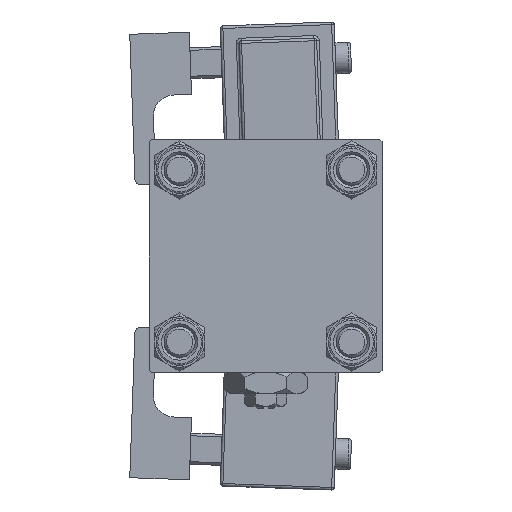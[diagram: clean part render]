
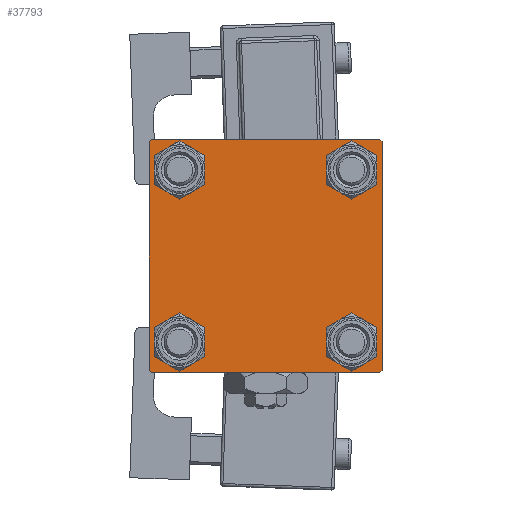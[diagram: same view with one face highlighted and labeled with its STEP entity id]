
A CAD part, left-side view. The second image highlights one B-rep face of the part: STEP entity #37793.
In plain terms, the highlighted planar face has unit normal (-1, 0, 0).
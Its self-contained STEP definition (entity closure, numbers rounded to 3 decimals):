
#99 = CARTESIAN_POINT ( 'NONE',  ( 0., -16.6, -20.1 ) ) ;
#454 = EDGE_CURVE ( 'NONE', #34809, #43581, #9936, .T. ) ;
#2255 = FACE_BOUND ( 'NONE', #34612, .T. ) ;
#2350 = VECTOR ( 'NONE', #19657, 1000. ) ;
#2977 = EDGE_CURVE ( 'NONE', #11843, #35632, #24328, .T. ) ;
#3266 = CARTESIAN_POINT ( 'NONE',  ( 0., 22., 22.5 ) ) ;
#4533 = CARTESIAN_POINT ( 'NONE',  ( 0., -22.5, 22.5 ) ) ;
#4558 = ORIENTED_EDGE ( 'NONE', *, *, #454, .T. ) ;
#6188 = DIRECTION ( 'NONE',  ( 0., 0., 1. ) ) ;
#6685 = EDGE_CURVE ( 'NONE', #53706, #18650, #45194, .T. ) ;
#6720 = LINE ( 'NONE', #52973, #2350 ) ;
#6771 = EDGE_CURVE ( 'NONE', #20975, #25945, #47394, .T. ) ;
#7331 = EDGE_LOOP ( 'NONE', ( #14760, #32805 ) ) ;
#7645 = DIRECTION ( 'NONE',  ( 1., 0., 0. ) ) ;
#9171 = AXIS2_PLACEMENT_3D ( 'NONE', #38358, #46268, #13005 ) ;
#9315 = VERTEX_POINT ( 'NONE', #55545 ) ;
#9340 = ORIENTED_EDGE ( 'NONE', *, *, #41435, .T. ) ;
#9936 = CIRCLE ( 'NONE', #22556, 3.5 ) ;
#11451 = VERTEX_POINT ( 'NONE', #99 ) ;
#11505 = LINE ( 'NONE', #11771, #40771 ) ;
#11526 = DIRECTION ( 'NONE',  ( -1., 0., 0. ) ) ;
#11771 = CARTESIAN_POINT ( 'NONE',  ( 0., -22.25, 22.25 ) ) ;
#11843 = VERTEX_POINT ( 'NONE', #41082 ) ;
#11874 = CIRCLE ( 'NONE', #43386, 3.5 ) ;
#12343 = DIRECTION ( 'NONE',  ( 0., -1., 0. ) ) ;
#12530 = VERTEX_POINT ( 'NONE', #41773 ) ;
#12559 = VERTEX_POINT ( 'NONE', #38384 ) ;
#12855 = VECTOR ( 'NONE', #26200, 1000. ) ;
#12997 = CARTESIAN_POINT ( 'NONE',  ( 0., 16.6, 16.6 ) ) ;
#13005 = DIRECTION ( 'NONE',  ( 0., 0., 1. ) ) ;
#13945 = DIRECTION ( 'NONE',  ( 0., 0., -1. ) ) ;
#14376 = DIRECTION ( 'NONE',  ( 0., 0., 1. ) ) ;
#14760 = ORIENTED_EDGE ( 'NONE', *, *, #37723, .T. ) ;
#15210 = CARTESIAN_POINT ( 'NONE',  ( 0., 0., 0. ) ) ;
#17204 = CARTESIAN_POINT ( 'NONE',  ( 0., -16.6, 20.1 ) ) ;
#17311 = EDGE_CURVE ( 'NONE', #9315, #27057, #44396, .T. ) ;
#17751 = CARTESIAN_POINT ( 'NONE',  ( 0., -22.25, -22.25 ) ) ;
#17846 = VERTEX_POINT ( 'NONE', #3266 ) ;
#18040 = DIRECTION ( 'NONE',  ( 0., 0., -1. ) ) ;
#18650 = VERTEX_POINT ( 'NONE', #17204 ) ;
#19059 = EDGE_CURVE ( 'NONE', #43581, #34809, #21299, .T. ) ;
#19444 = FACE_OUTER_BOUND ( 'NONE', #20313, .T. ) ;
#19657 = DIRECTION ( 'NONE',  ( 0., -0.707, -0.707 ) ) ;
#19716 = ORIENTED_EDGE ( 'NONE', *, *, #36884, .T. ) ;
#19774 = ORIENTED_EDGE ( 'NONE', *, *, #6771, .F. ) ;
#20313 = EDGE_LOOP ( 'NONE', ( #46871, #48571, #36075, #19716, #19774, #45377, #47106, #9340 ) ) ;
#20403 = AXIS2_PLACEMENT_3D ( 'NONE', #52570, #36200, #35915 ) ;
#20674 = DIRECTION ( 'NONE',  ( 1., 0., 0. ) ) ;
#20707 = EDGE_CURVE ( 'NONE', #11451, #12530, #50147, .T. ) ;
#20868 = LINE ( 'NONE', #17751, #51395 ) ;
#20975 = VERTEX_POINT ( 'NONE', #43470 ) ;
#21152 = DIRECTION ( 'NONE',  ( 0., -0.707, 0.707 ) ) ;
#21183 = ORIENTED_EDGE ( 'NONE', *, *, #36085, .T. ) ;
#21233 = CARTESIAN_POINT ( 'NONE',  ( 0., 16.6, -16.6 ) ) ;
#21299 = CIRCLE ( 'NONE', #32103, 3.5 ) ;
#21692 = CARTESIAN_POINT ( 'NONE',  ( 0., 22.5, -22.5 ) ) ;
#21976 = DIRECTION ( 'NONE',  ( 0., -1., 0. ) ) ;
#22556 = AXIS2_PLACEMENT_3D ( 'NONE', #12997, #7645, #50492 ) ;
#22836 = FACE_BOUND ( 'NONE', #46161, .T. ) ;
#24328 = CIRCLE ( 'NONE', #30641, 3.5 ) ;
#24702 = CARTESIAN_POINT ( 'NONE',  ( 0., 22.5, -22. ) ) ;
#25374 = ORIENTED_EDGE ( 'NONE', *, *, #2977, .T. ) ;
#25879 = CARTESIAN_POINT ( 'NONE',  ( 0., 16.6, 20.1 ) ) ;
#25945 = VERTEX_POINT ( 'NONE', #37164 ) ;
#26019 = DIRECTION ( 'NONE',  ( 0., 0., 1. ) ) ;
#26144 = CARTESIAN_POINT ( 'NONE',  ( 0., 22.5, 22.5 ) ) ;
#26200 = DIRECTION ( 'NONE',  ( 0., 0.707, -0.707 ) ) ;
#27044 = CARTESIAN_POINT ( 'NONE',  ( 0., 16.6, -16.6 ) ) ;
#27057 = VERTEX_POINT ( 'NONE', #24702 ) ;
#27618 = CARTESIAN_POINT ( 'NONE',  ( 0., -22., -22.5 ) ) ;
#28018 = CARTESIAN_POINT ( 'NONE',  ( 0., 16.6, 13.1 ) ) ;
#28384 = CARTESIAN_POINT ( 'NONE',  ( 0., 22., -22.5 ) ) ;
#28775 = CARTESIAN_POINT ( 'NONE',  ( 0., -16.6, 13.1 ) ) ;
#28861 = VECTOR ( 'NONE', #12343, 1000. ) ;
#29312 = VECTOR ( 'NONE', #13945, 1000. ) ;
#29871 = LINE ( 'NONE', #34082, #12855 ) ;
#29987 = VECTOR ( 'NONE', #21976, 1000. ) ;
#30641 = AXIS2_PLACEMENT_3D ( 'NONE', #21233, #43485, #26019 ) ;
#30808 = CIRCLE ( 'NONE', #36246, 3.5 ) ;
#31299 = DIRECTION ( 'NONE',  ( 1., 0., 0. ) ) ;
#31712 = CARTESIAN_POINT ( 'NONE',  ( 0., 22.5, 22.5 ) ) ;
#32103 = AXIS2_PLACEMENT_3D ( 'NONE', #42092, #20674, #36302 ) ;
#32805 = ORIENTED_EDGE ( 'NONE', *, *, #6685, .T. ) ;
#33468 = DIRECTION ( 'NONE',  ( 0., 0.707, 0.707 ) ) ;
#34082 = CARTESIAN_POINT ( 'NONE',  ( 0., 22.25, 22.25 ) ) ;
#34612 = EDGE_LOOP ( 'NONE', ( #25374, #21183 ) ) ;
#34809 = VERTEX_POINT ( 'NONE', #28018 ) ;
#35208 = CIRCLE ( 'NONE', #50509, 3.5 ) ;
#35399 = ORIENTED_EDGE ( 'NONE', *, *, #54901, .T. ) ;
#35632 = VERTEX_POINT ( 'NONE', #36418 ) ;
#35915 = DIRECTION ( 'NONE',  ( 0., 0., 1. ) ) ;
#36052 = VERTEX_POINT ( 'NONE', #27618 ) ;
#36075 = ORIENTED_EDGE ( 'NONE', *, *, #42383, .T. ) ;
#36079 = FACE_BOUND ( 'NONE', #48506, .T. ) ;
#36085 = EDGE_CURVE ( 'NONE', #35632, #11843, #11874, .T. ) ;
#36200 = DIRECTION ( 'NONE',  ( 1., 0., 0. ) ) ;
#36246 = AXIS2_PLACEMENT_3D ( 'NONE', #50409, #54916, #37989 ) ;
#36302 = DIRECTION ( 'NONE',  ( 0., 0., 1. ) ) ;
#36316 = EDGE_CURVE ( 'NONE', #17846, #12559, #50966, .T. ) ;
#36418 = CARTESIAN_POINT ( 'NONE',  ( 0., 16.6, -20.1 ) ) ;
#36639 = PLANE ( 'NONE',  #37035 ) ;
#36884 = EDGE_CURVE ( 'NONE', #36052, #25945, #20868, .T. ) ;
#37035 = AXIS2_PLACEMENT_3D ( 'NONE', #15210, #11526, #54109 ) ;
#37164 = CARTESIAN_POINT ( 'NONE',  ( 0., -22.5, -22. ) ) ;
#37723 = EDGE_CURVE ( 'NONE', #18650, #53706, #35208, .T. ) ;
#37793 = ADVANCED_FACE ( 'NONE', ( #53588, #36079, #2255, #22836, #19444 ), #36639, .T. ) ;
#37989 = DIRECTION ( 'NONE',  ( 0., 0., 1. ) ) ;
#37990 = VECTOR ( 'NONE', #18040, 1000. ) ;
#38358 = CARTESIAN_POINT ( 'NONE',  ( 0., -16.6, 16.6 ) ) ;
#38384 = CARTESIAN_POINT ( 'NONE',  ( 0., -22., 22.5 ) ) ;
#40077 = ORIENTED_EDGE ( 'NONE', *, *, #19059, .T. ) ;
#40771 = VECTOR ( 'NONE', #33468, 1000. ) ;
#41082 = CARTESIAN_POINT ( 'NONE',  ( 0., 16.6, -13.1 ) ) ;
#41435 = EDGE_CURVE ( 'NONE', #17846, #9315, #29871, .T. ) ;
#41773 = CARTESIAN_POINT ( 'NONE',  ( 0., -16.6, -13.1 ) ) ;
#42092 = CARTESIAN_POINT ( 'NONE',  ( 0., 16.6, 16.6 ) ) ;
#42383 = EDGE_CURVE ( 'NONE', #44779, #36052, #43114, .T. ) ;
#42574 = EDGE_CURVE ( 'NONE', #20975, #12559, #11505, .T. ) ;
#42920 = ORIENTED_EDGE ( 'NONE', *, *, #20707, .T. ) ;
#43114 = LINE ( 'NONE', #21692, #29987 ) ;
#43386 = AXIS2_PLACEMENT_3D ( 'NONE', #27044, #44808, #6188 ) ;
#43470 = CARTESIAN_POINT ( 'NONE',  ( 0., -22.5, 22. ) ) ;
#43485 = DIRECTION ( 'NONE',  ( 1., 0., 0. ) ) ;
#43581 = VERTEX_POINT ( 'NONE', #25879 ) ;
#44396 = LINE ( 'NONE', #31712, #29312 ) ;
#44779 = VERTEX_POINT ( 'NONE', #28384 ) ;
#44808 = DIRECTION ( 'NONE',  ( 1., 0., 0. ) ) ;
#45194 = CIRCLE ( 'NONE', #9171, 3.5 ) ;
#45377 = ORIENTED_EDGE ( 'NONE', *, *, #42574, .T. ) ;
#46161 = EDGE_LOOP ( 'NONE', ( #40077, #4558 ) ) ;
#46268 = DIRECTION ( 'NONE',  ( 1., 0., 0. ) ) ;
#46871 = ORIENTED_EDGE ( 'NONE', *, *, #17311, .T. ) ;
#47106 = ORIENTED_EDGE ( 'NONE', *, *, #36316, .F. ) ;
#47394 = LINE ( 'NONE', #4533, #37990 ) ;
#48297 = EDGE_CURVE ( 'NONE', #27057, #44779, #6720, .T. ) ;
#48506 = EDGE_LOOP ( 'NONE', ( #35399, #42920 ) ) ;
#48571 = ORIENTED_EDGE ( 'NONE', *, *, #48297, .T. ) ;
#50147 = CIRCLE ( 'NONE', #20403, 3.5 ) ;
#50409 = CARTESIAN_POINT ( 'NONE',  ( 0., -16.6, -16.6 ) ) ;
#50492 = DIRECTION ( 'NONE',  ( 0., 0., 1. ) ) ;
#50509 = AXIS2_PLACEMENT_3D ( 'NONE', #53018, #31299, #14376 ) ;
#50966 = LINE ( 'NONE', #26144, #28861 ) ;
#51395 = VECTOR ( 'NONE', #21152, 1000. ) ;
#52570 = CARTESIAN_POINT ( 'NONE',  ( 0., -16.6, -16.6 ) ) ;
#52973 = CARTESIAN_POINT ( 'NONE',  ( 0., 22.25, -22.25 ) ) ;
#53018 = CARTESIAN_POINT ( 'NONE',  ( 0., -16.6, 16.6 ) ) ;
#53588 = FACE_BOUND ( 'NONE', #7331, .T. ) ;
#53706 = VERTEX_POINT ( 'NONE', #28775 ) ;
#54109 = DIRECTION ( 'NONE',  ( 0., 0., 1. ) ) ;
#54901 = EDGE_CURVE ( 'NONE', #12530, #11451, #30808, .T. ) ;
#54916 = DIRECTION ( 'NONE',  ( 1., 0., 0. ) ) ;
#55545 = CARTESIAN_POINT ( 'NONE',  ( 0., 22.5, 22. ) ) ;
